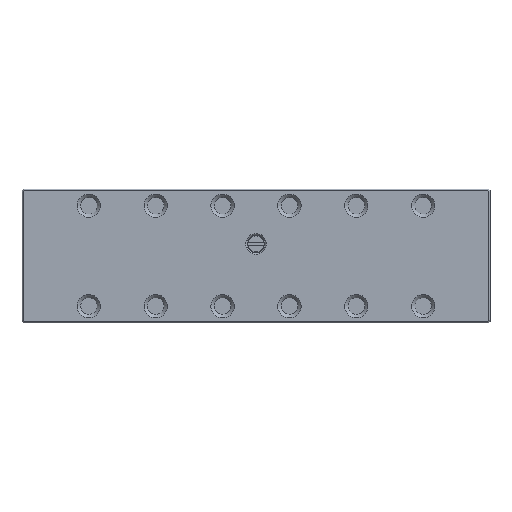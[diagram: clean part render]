
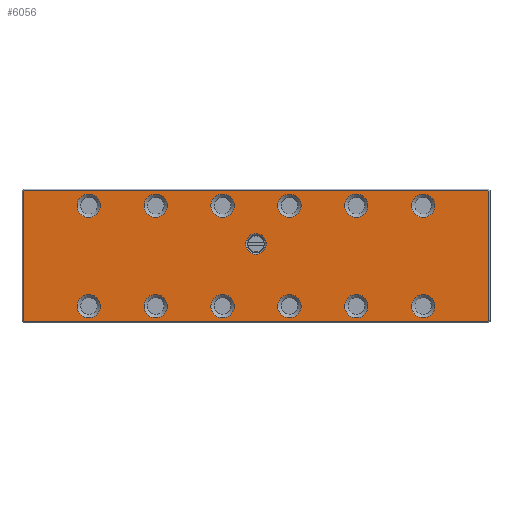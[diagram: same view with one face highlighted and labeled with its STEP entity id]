
A CAD part, top view. The second image highlights one B-rep face of the part: STEP entity #6056.
In plain terms, the highlighted planar face has unit normal (0, 0, 1).
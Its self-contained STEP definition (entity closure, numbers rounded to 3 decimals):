
#5828=CIRCLE('',#36387,1.55);
#5829=CIRCLE('',#36388,1.75);
#5830=CIRCLE('',#36389,1.75);
#5831=CIRCLE('',#36390,1.75);
#5832=CIRCLE('',#36391,1.75);
#5833=CIRCLE('',#36392,1.75);
#5834=CIRCLE('',#36393,1.75);
#5835=CIRCLE('',#36394,1.75);
#5836=CIRCLE('',#36395,1.75);
#5837=CIRCLE('',#36396,1.75);
#5838=CIRCLE('',#36397,1.75);
#5839=CIRCLE('',#36398,1.75);
#5840=CIRCLE('',#36399,1.75);
#6056=ADVANCED_FACE('',(#9024,#9025,#9026,#9027,#9028,#9029,#9030,#9031,
#9032,#9033,#9034,#9035,#9036,#9037),#7698,.F.);
#7698=PLANE('',#36400);
#9024=FACE_BOUND('',#9364,.T.);
#9025=FACE_BOUND('',#9365,.T.);
#9026=FACE_BOUND('',#9366,.T.);
#9027=FACE_BOUND('',#9367,.T.);
#9028=FACE_BOUND('',#9368,.T.);
#9029=FACE_BOUND('',#9369,.T.);
#9030=FACE_BOUND('',#9370,.T.);
#9031=FACE_BOUND('',#9371,.T.);
#9032=FACE_BOUND('',#9372,.T.);
#9033=FACE_BOUND('',#9373,.T.);
#9034=FACE_BOUND('',#9374,.T.);
#9035=FACE_BOUND('',#9375,.T.);
#9036=FACE_BOUND('',#9376,.T.);
#9037=FACE_BOUND('',#9377,.T.);
#9364=EDGE_LOOP('',(#20180));
#9365=EDGE_LOOP('',(#20181));
#9366=EDGE_LOOP('',(#20182));
#9367=EDGE_LOOP('',(#20183));
#9368=EDGE_LOOP('',(#20184));
#9369=EDGE_LOOP('',(#20185));
#9370=EDGE_LOOP('',(#20186));
#9371=EDGE_LOOP('',(#20187));
#9372=EDGE_LOOP('',(#20188));
#9373=EDGE_LOOP('',(#20189));
#9374=EDGE_LOOP('',(#20190));
#9375=EDGE_LOOP('',(#20191));
#9376=EDGE_LOOP('',(#20192));
#9377=EDGE_LOOP('',(#20193,#20194,#20195,#20196,#20197,#20198,#20199,#20200));
#11827=LINE('',#47722,#15909);
#11828=LINE('',#47725,#15910);
#11829=LINE('',#47727,#15911);
#11830=LINE('',#47729,#15912);
#11831=LINE('',#47731,#15913);
#11832=LINE('',#47733,#15914);
#11833=LINE('',#47735,#15915);
#11834=LINE('',#47737,#15916);
#15909=VECTOR('',#38995,1.);
#15910=VECTOR('',#38996,1.);
#15911=VECTOR('',#38997,1.);
#15912=VECTOR('',#38998,1.);
#15913=VECTOR('',#38999,1.);
#15914=VECTOR('',#39000,1.);
#15915=VECTOR('',#39001,1.);
#15916=VECTOR('',#39002,1.);
#20180=ORIENTED_EDGE('',*,*,#32339,.T.);
#20181=ORIENTED_EDGE('',*,*,#32340,.T.);
#20182=ORIENTED_EDGE('',*,*,#32341,.T.);
#20183=ORIENTED_EDGE('',*,*,#32342,.T.);
#20184=ORIENTED_EDGE('',*,*,#32343,.T.);
#20185=ORIENTED_EDGE('',*,*,#32344,.T.);
#20186=ORIENTED_EDGE('',*,*,#32345,.T.);
#20187=ORIENTED_EDGE('',*,*,#32346,.T.);
#20188=ORIENTED_EDGE('',*,*,#32347,.T.);
#20189=ORIENTED_EDGE('',*,*,#32348,.T.);
#20190=ORIENTED_EDGE('',*,*,#32349,.T.);
#20191=ORIENTED_EDGE('',*,*,#32350,.T.);
#20192=ORIENTED_EDGE('',*,*,#32351,.T.);
#20193=ORIENTED_EDGE('',*,*,#32352,.T.);
#20194=ORIENTED_EDGE('',*,*,#32353,.T.);
#20195=ORIENTED_EDGE('',*,*,#32354,.T.);
#20196=ORIENTED_EDGE('',*,*,#32355,.T.);
#20197=ORIENTED_EDGE('',*,*,#32356,.T.);
#20198=ORIENTED_EDGE('',*,*,#32357,.T.);
#20199=ORIENTED_EDGE('',*,*,#32358,.T.);
#20200=ORIENTED_EDGE('',*,*,#32359,.T.);
#29262=VERTEX_POINT('',#47697);
#29263=VERTEX_POINT('',#47699);
#29264=VERTEX_POINT('',#47701);
#29265=VERTEX_POINT('',#47703);
#29266=VERTEX_POINT('',#47705);
#29267=VERTEX_POINT('',#47707);
#29268=VERTEX_POINT('',#47709);
#29269=VERTEX_POINT('',#47711);
#29270=VERTEX_POINT('',#47713);
#29271=VERTEX_POINT('',#47715);
#29272=VERTEX_POINT('',#47717);
#29273=VERTEX_POINT('',#47719);
#29274=VERTEX_POINT('',#47721);
#29275=VERTEX_POINT('',#47723);
#29276=VERTEX_POINT('',#47724);
#29277=VERTEX_POINT('',#47726);
#29278=VERTEX_POINT('',#47728);
#29279=VERTEX_POINT('',#47730);
#29280=VERTEX_POINT('',#47732);
#29281=VERTEX_POINT('',#47734);
#29282=VERTEX_POINT('',#47736);
#32339=EDGE_CURVE('',#29262,#29262,#5828,.T.);
#32340=EDGE_CURVE('',#29263,#29263,#5829,.T.);
#32341=EDGE_CURVE('',#29264,#29264,#5830,.T.);
#32342=EDGE_CURVE('',#29265,#29265,#5831,.T.);
#32343=EDGE_CURVE('',#29266,#29266,#5832,.T.);
#32344=EDGE_CURVE('',#29267,#29267,#5833,.T.);
#32345=EDGE_CURVE('',#29268,#29268,#5834,.T.);
#32346=EDGE_CURVE('',#29269,#29269,#5835,.T.);
#32347=EDGE_CURVE('',#29270,#29270,#5836,.T.);
#32348=EDGE_CURVE('',#29271,#29271,#5837,.T.);
#32349=EDGE_CURVE('',#29272,#29272,#5838,.T.);
#32350=EDGE_CURVE('',#29273,#29273,#5839,.T.);
#32351=EDGE_CURVE('',#29274,#29274,#5840,.T.);
#32352=EDGE_CURVE('',#29275,#29276,#11827,.T.);
#32353=EDGE_CURVE('',#29276,#29277,#11828,.T.);
#32354=EDGE_CURVE('',#29277,#29278,#11829,.T.);
#32355=EDGE_CURVE('',#29278,#29279,#11830,.T.);
#32356=EDGE_CURVE('',#29279,#29280,#11831,.T.);
#32357=EDGE_CURVE('',#29280,#29281,#11832,.T.);
#32358=EDGE_CURVE('',#29281,#29282,#11833,.T.);
#32359=EDGE_CURVE('',#29282,#29275,#11834,.T.);
#36387=AXIS2_PLACEMENT_3D('',#47696,#38969,#38970);
#36388=AXIS2_PLACEMENT_3D('',#47698,#38971,#38972);
#36389=AXIS2_PLACEMENT_3D('',#47700,#38973,#38974);
#36390=AXIS2_PLACEMENT_3D('',#47702,#38975,#38976);
#36391=AXIS2_PLACEMENT_3D('',#47704,#38977,#38978);
#36392=AXIS2_PLACEMENT_3D('',#47706,#38979,#38980);
#36393=AXIS2_PLACEMENT_3D('',#47708,#38981,#38982);
#36394=AXIS2_PLACEMENT_3D('',#47710,#38983,#38984);
#36395=AXIS2_PLACEMENT_3D('',#47712,#38985,#38986);
#36396=AXIS2_PLACEMENT_3D('',#47714,#38987,#38988);
#36397=AXIS2_PLACEMENT_3D('',#47716,#38989,#38990);
#36398=AXIS2_PLACEMENT_3D('',#47718,#38991,#38992);
#36399=AXIS2_PLACEMENT_3D('',#47720,#38993,#38994);
#36400=AXIS2_PLACEMENT_3D('',#47738,#39003,#39004);
#38969=DIRECTION('',(0.,0.,-1.));
#38970=DIRECTION('',(0.,1.,0.));
#38971=DIRECTION('',(0.,0.,-1.));
#38972=DIRECTION('',(0.,1.,0.));
#38973=DIRECTION('',(0.,0.,-1.));
#38974=DIRECTION('',(0.,1.,0.));
#38975=DIRECTION('',(0.,0.,-1.));
#38976=DIRECTION('',(0.,1.,0.));
#38977=DIRECTION('',(0.,0.,-1.));
#38978=DIRECTION('',(0.,1.,0.));
#38979=DIRECTION('',(0.,0.,-1.));
#38980=DIRECTION('',(0.,1.,0.));
#38981=DIRECTION('',(0.,0.,-1.));
#38982=DIRECTION('',(0.,1.,0.));
#38983=DIRECTION('',(0.,0.,-1.));
#38984=DIRECTION('',(0.,1.,0.));
#38985=DIRECTION('',(0.,0.,-1.));
#38986=DIRECTION('',(0.,1.,0.));
#38987=DIRECTION('',(0.,0.,-1.));
#38988=DIRECTION('',(0.,1.,0.));
#38989=DIRECTION('',(0.,0.,-1.));
#38990=DIRECTION('',(0.,1.,0.));
#38991=DIRECTION('',(0.,0.,-1.));
#38992=DIRECTION('',(0.,1.,0.));
#38993=DIRECTION('',(0.,0.,-1.));
#38994=DIRECTION('',(0.,1.,0.));
#38995=DIRECTION('',(-0.577,-0.816,0.));
#38996=DIRECTION('',(0.,-1.,0.));
#38997=DIRECTION('',(0.577,-0.816,0.));
#38998=DIRECTION('',(1.,0.,0.));
#38999=DIRECTION('',(0.577,0.816,0.));
#39000=DIRECTION('',(0.,1.,0.));
#39001=DIRECTION('',(-0.577,0.816,0.));
#39002=DIRECTION('',(-1.,0.,0.));
#39003=DIRECTION('',(0.,0.,-1.));
#39004=DIRECTION('',(0.,-1.,0.));
#47696=CARTESIAN_POINT('',(0.,1.8,10.));
#47697=CARTESIAN_POINT('',(0.,3.35,10.));
#47698=CARTESIAN_POINT('',(25.,7.5,10.));
#47699=CARTESIAN_POINT('',(25.,9.25,10.));
#47700=CARTESIAN_POINT('',(15.,7.5,10.));
#47701=CARTESIAN_POINT('',(15.,9.25,10.));
#47702=CARTESIAN_POINT('',(5.,7.5,10.));
#47703=CARTESIAN_POINT('',(5.,9.25,10.));
#47704=CARTESIAN_POINT('',(-5.,7.5,10.));
#47705=CARTESIAN_POINT('',(-5.,9.25,10.));
#47706=CARTESIAN_POINT('',(-15.,7.5,10.));
#47707=CARTESIAN_POINT('',(-15.,9.25,10.));
#47708=CARTESIAN_POINT('',(25.,-7.5,10.));
#47709=CARTESIAN_POINT('',(25.,-5.75,10.));
#47710=CARTESIAN_POINT('',(15.,-7.5,10.));
#47711=CARTESIAN_POINT('',(15.,-5.75,10.));
#47712=CARTESIAN_POINT('',(5.,-7.5,10.));
#47713=CARTESIAN_POINT('',(5.,-5.75,10.));
#47714=CARTESIAN_POINT('',(-5.,-7.5,10.));
#47715=CARTESIAN_POINT('',(-5.,-5.75,10.));
#47716=CARTESIAN_POINT('',(-15.,-7.5,10.));
#47717=CARTESIAN_POINT('',(-15.,-5.75,10.));
#47718=CARTESIAN_POINT('',(-25.,7.5,10.));
#47719=CARTESIAN_POINT('',(-25.,9.25,10.));
#47720=CARTESIAN_POINT('',(-25.,-7.5,10.));
#47721=CARTESIAN_POINT('',(-25.,-5.75,10.));
#47722=CARTESIAN_POINT('',(-34.853,9.584,10.));
#47723=CARTESIAN_POINT('',(-34.7,9.8,10.));
#47724=CARTESIAN_POINT('',(-34.8,9.659,10.));
#47725=CARTESIAN_POINT('',(-34.8,10.,10.));
#47726=CARTESIAN_POINT('',(-34.8,-9.659,10.));
#47727=CARTESIAN_POINT('',(-34.853,-9.584,10.));
#47728=CARTESIAN_POINT('',(-34.7,-9.8,10.));
#47729=CARTESIAN_POINT('',(35.,-9.8,10.));
#47730=CARTESIAN_POINT('',(34.7,-9.8,10.));
#47731=CARTESIAN_POINT('',(34.853,-9.584,10.));
#47732=CARTESIAN_POINT('',(34.8,-9.659,10.));
#47733=CARTESIAN_POINT('',(34.8,9.376,10.));
#47734=CARTESIAN_POINT('',(34.8,9.659,10.));
#47735=CARTESIAN_POINT('',(34.853,9.584,10.));
#47736=CARTESIAN_POINT('',(34.7,9.8,10.));
#47737=CARTESIAN_POINT('',(35.,9.8,10.));
#47738=CARTESIAN_POINT('',(35.,10.,10.));
